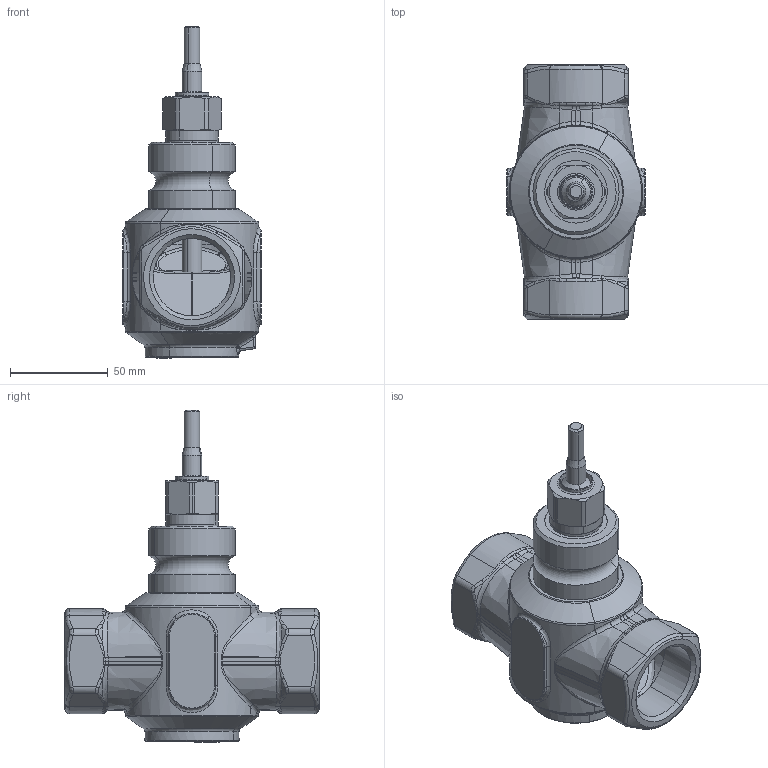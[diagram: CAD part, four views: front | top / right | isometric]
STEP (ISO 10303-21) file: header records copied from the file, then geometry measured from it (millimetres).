
FILE_DESCRIPTION(('CATIA V5 STEP Exchange'),'2;1');
FILE_NAME('VLA121 DN32.stp','2016-06-08T05:42:26+00:00',('none'),('none'),'CATIA Version 5 Release 20 SP 6 (IN-10)','CATIA V5 STEP AP203','none');
FILE_SCHEMA(('CONFIG_CONTROL_DESIGN'));
Products named in the file (2): Product1; 954-1367s1
Assembly tree (11 placements, depth 3):
  Product1
    #58
    954-1367s1
      #39370
      #42327  x2
      #42465  x2
      #42904
      #43083
    #43275
    #43761
Bounding box: 70.5 x 130 x 169.52 mm (x, y, z)
Volume: 220845.1 mm3; surface area: 83050.4 mm2
Topology: 10 solids, 10 shells, 856 faces, 1966 edges, 1125 vertices
Faces by surface type: bspline 331, cylinder 181, torus 123, plane 113, cone 95, sphere 9, revolution 4
Entity records: 44929 total; most frequent: CARTESIAN_POINT 29753, ORIENTED_EDGE 3822, EDGE_CURVE 1911, DIRECTION 1672, VERTEX_POINT 1103, B_SPLINE_CURVE_WITH_KNOTS 1035, AXIS2_PLACEMENT_3D 962, EDGE_LOOP 864
